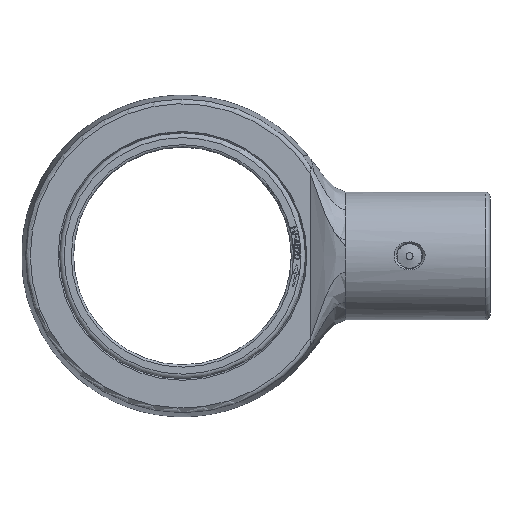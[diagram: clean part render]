
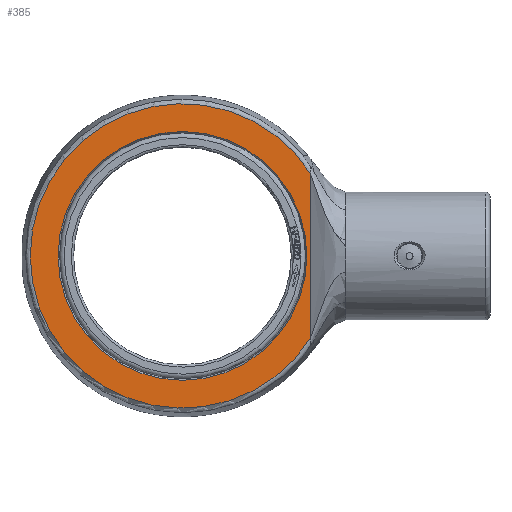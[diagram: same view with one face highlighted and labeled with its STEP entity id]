
A CAD part, top view. The second image highlights one B-rep face of the part: STEP entity #385.
In plain terms, the highlighted planar face has unit normal (0, 0, 1).
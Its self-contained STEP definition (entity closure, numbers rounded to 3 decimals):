
#385 = ADVANCED_FACE( '', ( #778, #779 ), #780, .T. );
#778 = FACE_OUTER_BOUND( '', #1961, .T. );
#779 = FACE_BOUND( '', #1962, .T. );
#780 = PLANE( '', #1963 );
#1961 = EDGE_LOOP( '', ( #3407, #3408 ) );
#1962 = EDGE_LOOP( '', ( #3409 ) );
#1963 = AXIS2_PLACEMENT_3D( '', #3410, #3411, #3412 );
#3407 = ORIENTED_EDGE( '', *, *, #3907, .T. );
#3408 = ORIENTED_EDGE( '', *, *, #3929, .T. );
#3409 = ORIENTED_EDGE( '', *, *, #4109, .T. );
#3410 = CARTESIAN_POINT( '', ( 32.166, 0., 10. ) );
#3411 = DIRECTION( '', ( 0., 0., 1. ) );
#3412 = DIRECTION( '', ( 1., 0., 0. ) );
#3907 = EDGE_CURVE( '', #4353, #4362, #4364, .T. );
#3929 = EDGE_CURVE( '', #4362, #4353, #4402, .T. );
#4109 = EDGE_CURVE( '', #4662, #4662, #4663, .T. );
#4353 = VERTEX_POINT( '', #5239 );
#4362 = VERTEX_POINT( '', #5289 );
#4364 = CIRCLE( '', #5299, 32.166 );
#4402 = LINE( '', #5471, #5472 );
#4662 = VERTEX_POINT( '', #6536 );
#4663 = CIRCLE( '', #6537, 26.289 );
#5239 = CARTESIAN_POINT( '', ( 27., 17.484, 10. ) );
#5289 = CARTESIAN_POINT( '', ( 27., -17.484, 10. ) );
#5299 = AXIS2_PLACEMENT_3D( '', #6933, #6934, #6935 );
#5471 = CARTESIAN_POINT( '', ( 27., 0., 10. ) );
#5472 = VECTOR( '', #6952, 1000. );
#6536 = CARTESIAN_POINT( '', ( -26.289, 0., 10. ) );
#6537 = AXIS2_PLACEMENT_3D( '', #7093, #7094, #7095 );
#6933 = CARTESIAN_POINT( '', ( 0., 0., 10. ) );
#6934 = DIRECTION( '', ( 0., 0., 1. ) );
#6935 = DIRECTION( '', ( 1., 0., 0. ) );
#6952 = DIRECTION( '', ( 0., 1., 0. ) );
#7093 = CARTESIAN_POINT( '', ( 0., 0., 10. ) );
#7094 = DIRECTION( '', ( 0., 0., -1. ) );
#7095 = DIRECTION( '', ( -1., 0., 0. ) );
